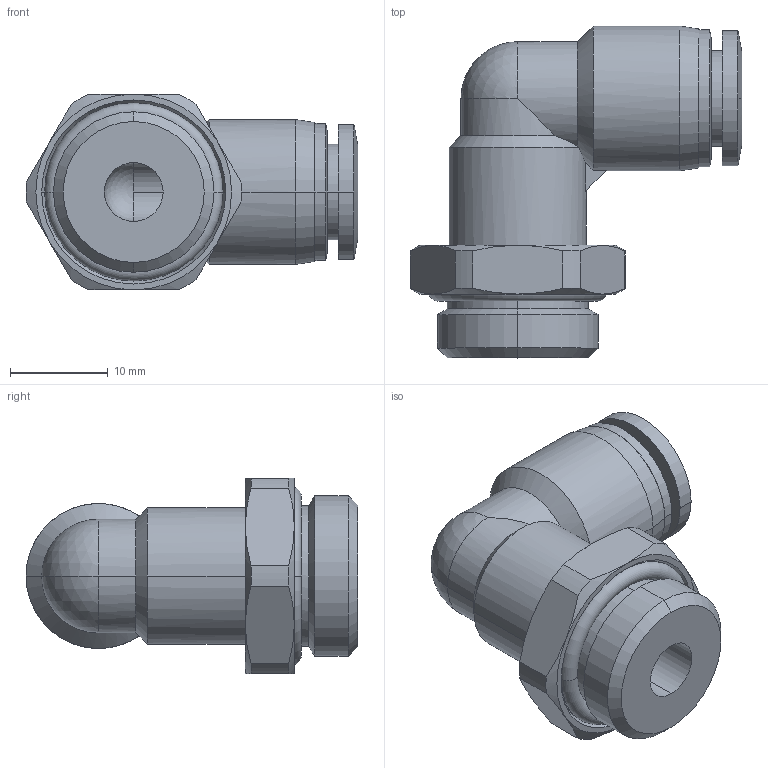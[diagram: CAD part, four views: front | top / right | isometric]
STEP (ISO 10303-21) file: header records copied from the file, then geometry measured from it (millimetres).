
FILE_DESCRIPTION (( 'STEP AP214' ), '1' );
FILE_NAME ('ME8M-38G.step', '2019-07-30T13:18:08', ( '' ), ( '' ), 'SwSTEP 2.0', 'SolidWorks 2018', '' );
FILE_SCHEMA (( 'AUTOMOTIVE_DESIGN' ));
Length unit declared in the file: inch
Products named in the file (1): ME8M-38G
Bounding box: 33.89 x 33.9 x 20 mm (x, y, z)
Volume: 6456.7 mm3; surface area: 4459.4 mm2
Topology: 2 solids, 2 shells, 84 faces, 197 edges, 120 vertices
Faces by surface type: cylinder 29, cone 27, plane 18, torus 4, bspline 3, sphere 3
Entity records: 2711 total; most frequent: CARTESIAN_POINT 774, DIRECTION 408, ORIENTED_EDGE 388, EDGE_CURVE 194, AXIS2_PLACEMENT_3D 178, VERTEX_POINT 120, CIRCLE 96, EDGE_LOOP 94
